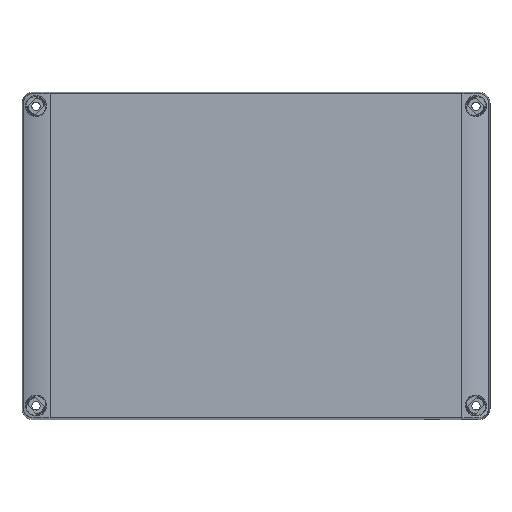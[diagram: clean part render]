
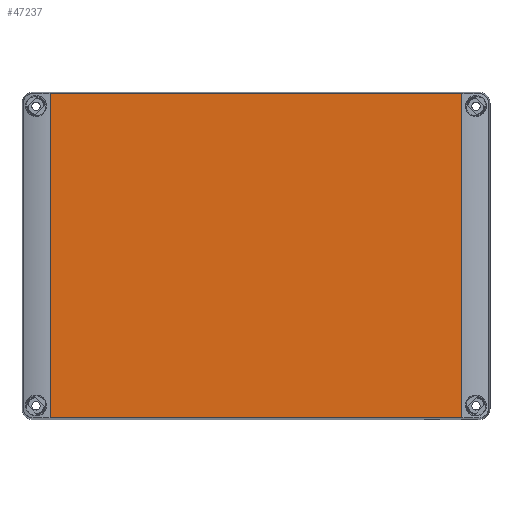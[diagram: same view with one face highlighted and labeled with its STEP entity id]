
A CAD part, top view. The second image highlights one B-rep face of the part: STEP entity #47237.
In plain terms, the highlighted planar face has unit normal (0, 0, 1).
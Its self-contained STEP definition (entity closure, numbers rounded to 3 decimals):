
#43905=DIRECTION('',(1.,0.,0.));
#43906=VECTOR('',#43905,220.);
#43907=CARTESIAN_POINT('',(-110.,-86.627,50.));
#43908=LINE('',#43907,#43906);
#44051=DIRECTION('',(0.,1.,0.));
#44052=VECTOR('',#44051,173.254);
#44053=CARTESIAN_POINT('',(110.,-86.627,50.));
#44054=LINE('',#44053,#44052);
#44145=DIRECTION('',(1.,0.,0.));
#44146=VECTOR('',#44145,220.);
#44147=CARTESIAN_POINT('',(-110.,86.627,50.));
#44148=LINE('',#44147,#44146);
#44158=DIRECTION('',(0.,1.,0.));
#44159=VECTOR('',#44158,173.254);
#44160=CARTESIAN_POINT('',(-110.,-86.627,50.));
#44161=LINE('',#44160,#44159);
#46759=CARTESIAN_POINT('',(-110.,-86.627,50.));
#46760=CARTESIAN_POINT('',(110.,-86.627,50.));
#46761=VERTEX_POINT('',#46759);
#46762=VERTEX_POINT('',#46760);
#46763=CARTESIAN_POINT('',(-110.,86.627,50.));
#46764=CARTESIAN_POINT('',(110.,86.627,50.));
#46765=VERTEX_POINT('',#46763);
#46766=VERTEX_POINT('',#46764);
#47225=CARTESIAN_POINT('',(-110.,-87.5,50.));
#47226=DIRECTION('',(0.,0.,1.));
#47227=DIRECTION('',(1.,0.,0.));
#47228=AXIS2_PLACEMENT_3D('',#47225,#47226,#47227);
#47229=PLANE('',#47228);
#47230=ORIENTED_EDGE('',*,*,#47094,.F.);
#47232=ORIENTED_EDGE('',*,*,#47231,.T.);
#47233=ORIENTED_EDGE('',*,*,#47214,.T.);
#47234=ORIENTED_EDGE('',*,*,#47173,.F.);
#47235=EDGE_LOOP('',(#47230,#47232,#47233,#47234));
#47236=FACE_OUTER_BOUND('',#47235,.F.);
#47237=ADVANCED_FACE('',(#47236),#47229,.T.);
#47094=EDGE_CURVE('',#46761,#46762,#43908,.T.);
#47173=EDGE_CURVE('',#46762,#46766,#44054,.T.);
#47214=EDGE_CURVE('',#46765,#46766,#44148,.T.);
#47231=EDGE_CURVE('',#46761,#46765,#44161,.T.);
